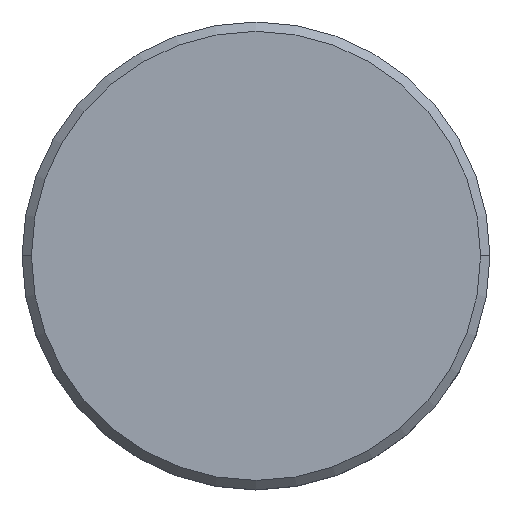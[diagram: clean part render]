
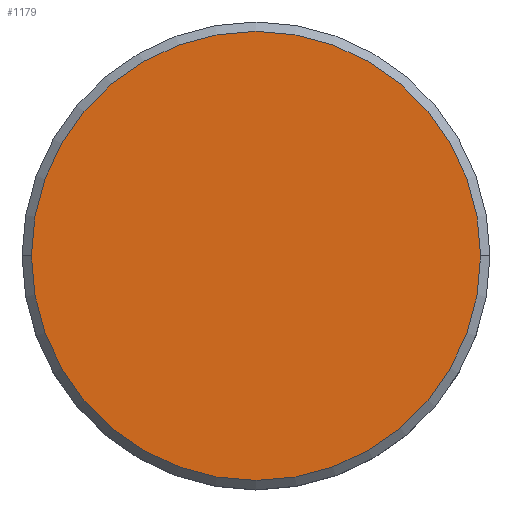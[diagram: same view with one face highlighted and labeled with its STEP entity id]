
A CAD part, top view. The second image highlights one B-rep face of the part: STEP entity #1179.
In plain terms, the highlighted planar face has unit normal (0, 0, 1).
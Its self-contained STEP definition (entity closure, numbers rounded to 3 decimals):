
#6 = CARTESIAN_POINT ( 'NONE',  ( -12., 0., 0. ) ) ;
#53 = ORIENTED_EDGE ( 'NONE', *, *, #573, .T. ) ;
#61 = AXIS2_PLACEMENT_3D ( 'NONE', #656, #559, #934 ) ;
#68 = DIRECTION ( 'NONE',  ( 1., 0., 0. ) ) ;
#75 = DIRECTION ( 'NONE',  ( 0., 0., 1. ) ) ;
#160 = CARTESIAN_POINT ( 'NONE',  ( 12., 0., 0. ) ) ;
#274 = DIRECTION ( 'NONE',  ( 0., 0., 1. ) ) ;
#284 = EDGE_CURVE ( 'NONE', #960, #685, #1051, .T. ) ;
#292 = FACE_OUTER_BOUND ( 'NONE', #1139, .T. ) ;
#378 = CIRCLE ( 'NONE', #976, 12. ) ;
#379 = CARTESIAN_POINT ( 'NONE',  ( 0., 0., 0. ) ) ;
#483 = ORIENTED_EDGE ( 'NONE', *, *, #284, .T. ) ;
#559 = DIRECTION ( 'NONE',  ( 0., 0., 1. ) ) ;
#573 = EDGE_CURVE ( 'NONE', #685, #960, #378, .T. ) ;
#656 = CARTESIAN_POINT ( 'NONE',  ( 0., 0., 0. ) ) ;
#685 = VERTEX_POINT ( 'NONE', #6 ) ;
#902 = PLANE ( 'NONE',  #1074 ) ;
#934 = DIRECTION ( 'NONE',  ( 1., 0., 0. ) ) ;
#960 = VERTEX_POINT ( 'NONE', #160 ) ;
#976 = AXIS2_PLACEMENT_3D ( 'NONE', #985, #75, #68 ) ;
#985 = CARTESIAN_POINT ( 'NONE',  ( 0., 0., 0. ) ) ;
#1051 = CIRCLE ( 'NONE', #61, 12. ) ;
#1074 = AXIS2_PLACEMENT_3D ( 'NONE', #379, #274, #1109 ) ;
#1109 = DIRECTION ( 'NONE',  ( 1., 0., 0. ) ) ;
#1139 = EDGE_LOOP ( 'NONE', ( #53, #483 ) ) ;
#1179 = ADVANCED_FACE ( 'NONE', ( #292 ), #902, .T. ) ;
